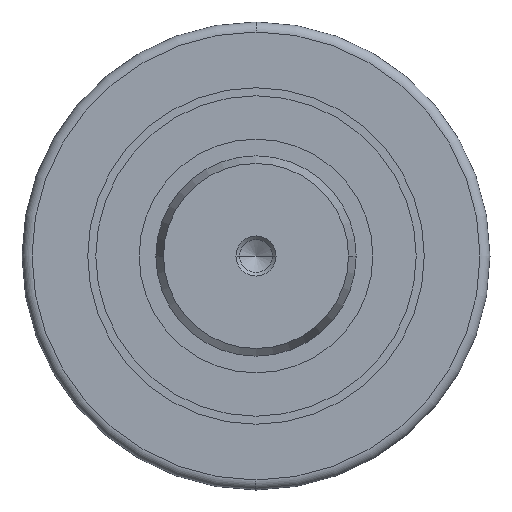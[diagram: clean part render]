
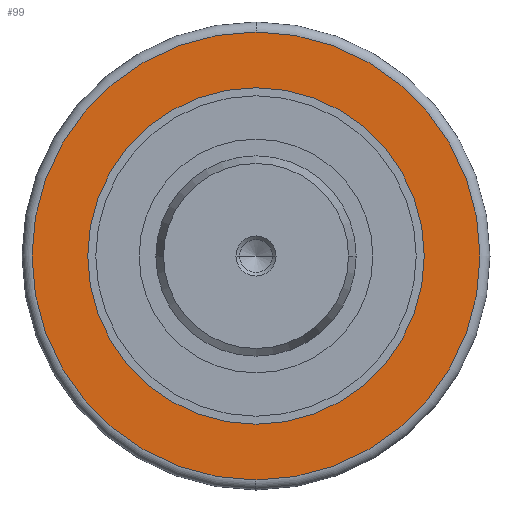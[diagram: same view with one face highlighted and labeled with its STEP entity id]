
A CAD part, left-side view. The second image highlights one B-rep face of the part: STEP entity #99.
In plain terms, the highlighted planar face has unit normal (-1, 0, 0).
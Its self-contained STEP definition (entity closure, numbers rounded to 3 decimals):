
#99=ADVANCED_FACE('',(#162,#163),#164,.T.);
#162=FACE_BOUND('',#241,.T.);
#163=FACE_OUTER_BOUND('',#242,.T.);
#164=PLANE('',#243);
#241=EDGE_LOOP('',(#441,#442));
#242=EDGE_LOOP('',(#443,#444,#445));
#243=AXIS2_PLACEMENT_3D('',#446,#447,#448);
#441=ORIENTED_EDGE('',*,*,#594,.T.);
#442=ORIENTED_EDGE('',*,*,#571,.T.);
#443=ORIENTED_EDGE('',*,*,#548,.T.);
#444=ORIENTED_EDGE('',*,*,#599,.T.);
#445=ORIENTED_EDGE('',*,*,#549,.T.);
#446=CARTESIAN_POINT('',(10.5,16.775,0.));
#447=DIRECTION('',(-1.0,0.,0.));
#448=DIRECTION('',(0.,1.0,0.));
#548=EDGE_CURVE('',#642,#640,#643,.T.);
#549=EDGE_CURVE('',#634,#642,#644,.T.);
#571=EDGE_CURVE('',#679,#683,#685,.T.);
#594=EDGE_CURVE('',#683,#679,#721,.T.);
#599=EDGE_CURVE('',#640,#634,#726,.T.);
#634=VERTEX_POINT('',#767);
#640=VERTEX_POINT('',#773);
#642=VERTEX_POINT('',#775);
#643=CIRCLE('',#776,33.55);
#644=CIRCLE('',#777,33.55);
#679=VERTEX_POINT('',#818);
#683=VERTEX_POINT('',#823);
#685=CIRCLE('',#826,25.2);
#721=CIRCLE('',#872,25.2);
#726=CIRCLE('',#877,33.55);
#767=CARTESIAN_POINT('',(10.5,0.,33.55));
#773=CARTESIAN_POINT('',(10.5,0.,-33.55));
#775=CARTESIAN_POINT('',(10.5,33.55,0.));
#776=AXIS2_PLACEMENT_3D('',#923,#924,#925);
#777=AXIS2_PLACEMENT_3D('',#926,#927,#928);
#818=CARTESIAN_POINT('',(10.5,0.,-25.2));
#823=CARTESIAN_POINT('',(10.5,0.,25.2));
#826=AXIS2_PLACEMENT_3D('',#976,#977,#978);
#872=AXIS2_PLACEMENT_3D('',#1025,#1026,#1027);
#877=AXIS2_PLACEMENT_3D('',#1040,#1041,#1042);
#923=CARTESIAN_POINT('',(10.5,0.0,0.));
#924=DIRECTION('',(-1.0,0.0,0.));
#925=DIRECTION('',(0.0,1.0,0.0));
#926=CARTESIAN_POINT('',(10.5,0.0,0.));
#927=DIRECTION('',(-1.0,0.0,0.));
#928=DIRECTION('',(0.0,1.0,0.0));
#976=CARTESIAN_POINT('',(10.5,0.0,0.0));
#977=DIRECTION('',(1.0,0.,0.));
#978=DIRECTION('',(0.,0.,-1.0));
#1025=CARTESIAN_POINT('',(10.5,0.0,0.0));
#1026=DIRECTION('',(1.0,0.,0.));
#1027=DIRECTION('',(0.,0.,-1.0));
#1040=CARTESIAN_POINT('',(10.5,0.0,0.));
#1041=DIRECTION('',(-1.0,0.0,0.));
#1042=DIRECTION('',(0.0,1.0,0.0));
